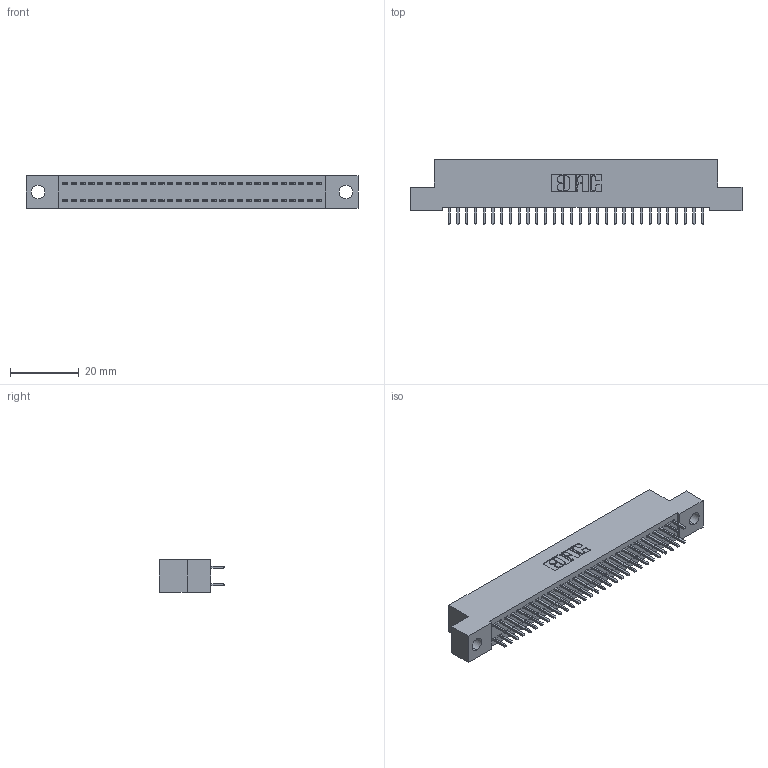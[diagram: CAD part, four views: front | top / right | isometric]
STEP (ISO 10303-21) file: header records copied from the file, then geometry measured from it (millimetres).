
FILE_DESCRIPTION (( 'STEP AP203' ), '1' );
FILE_NAME ('392-060-521-204.STEP', '2018-08-17T18:55:03', ( '' ), ( '' ), 'SwSTEP 2.0', 'SolidWorks 2016', '' );
FILE_SCHEMA (( 'CONFIG_CONTROL_DESIGN' ));
Length unit declared in the file: inch
Products named in the file (3): 342 Part_.156 TH; 345-292-001_345-293-121; 392-060-521-204
Assembly tree (61 placements, depth 2):
  392-060-521-204
    342 Part_.156 TH
    345-292-001_345-293-121  x60
Bounding box: 96.52 x 19.06 x 9.4 mm (x, y, z)
Volume: 8504 mm3; surface area: 13205.1 mm2
Topology: 61 solids, 61 shells, 3230 faces, 9599 edges, 6318 vertices
Faces by surface type: plane 2226, cylinder 1004
Entity records: 20741 total; most frequent: CARTESIAN_POINT 3450, ORIENTED_EDGE 3386, DIRECTION 2969, EDGE_CURVE 1693, LINE 1565, VECTOR 1565, VERTEX_POINT 1126, AXIS2_PLACEMENT_3D 702
